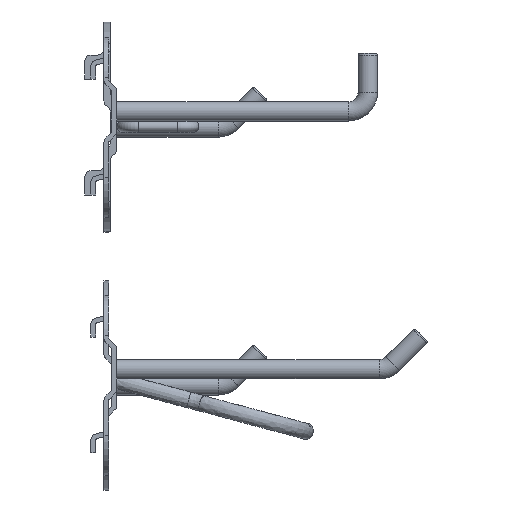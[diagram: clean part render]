
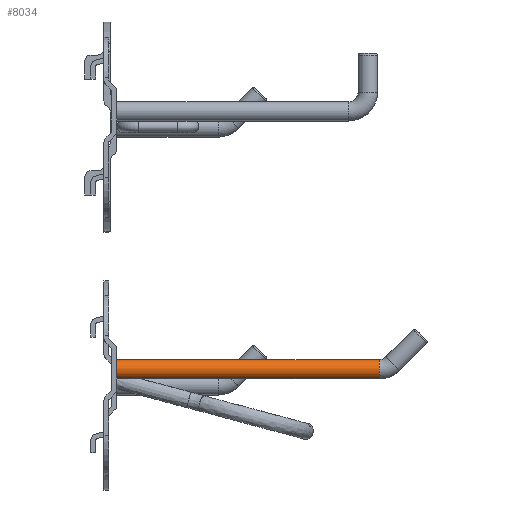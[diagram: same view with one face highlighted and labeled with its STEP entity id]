
A CAD part, front view. The second image highlights one B-rep face of the part: STEP entity #8034.
In plain terms, the highlighted cylindrical face has radius 3 mm (diameter 6 mm), a full revolution.
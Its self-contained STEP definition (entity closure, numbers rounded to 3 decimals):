
#634=FACE_OUTER_BOUND('',#1066,.T.);
#1066=EDGE_LOOP('',(#6390,#6391,#6392,#6393,#6394));
#1713=LINE('',#15721,#2470);
#2470=VECTOR('',#10463,3.);
#2911=CIRCLE('',#8680,3.);
#2959=CIRCLE('',#8782,3.);
#2960=CIRCLE('',#8783,3.);
#3479=VERTEX_POINT('',#15408);
#3579=VERTEX_POINT('',#15715);
#3580=VERTEX_POINT('',#15717);
#4409=EDGE_CURVE('',#3479,#3479,#2911,.T.);
#4563=EDGE_CURVE('',#3580,#3579,#2959,.T.);
#4564=EDGE_CURVE('',#3579,#3580,#2960,.T.);
#4565=EDGE_CURVE('',#3580,#3479,#1713,.T.);
#6390=ORIENTED_EDGE('',*,*,#4564,.T.);
#6391=ORIENTED_EDGE('',*,*,#4565,.T.);
#6392=ORIENTED_EDGE('',*,*,#4409,.F.);
#6393=ORIENTED_EDGE('',*,*,#4565,.F.);
#6394=ORIENTED_EDGE('',*,*,#4563,.T.);
#7425=CYLINDRICAL_SURFACE('',#8784,3.);
#8034=ADVANCED_FACE('',(#634),#7425,.T.);
#8680=AXIS2_PLACEMENT_3D('',#15409,#10147,#10148);
#8782=AXIS2_PLACEMENT_3D('',#15718,#10457,#10458);
#8783=AXIS2_PLACEMENT_3D('',#15719,#10459,#10460);
#8784=AXIS2_PLACEMENT_3D('',#15720,#10461,#10462);
#10147=DIRECTION('center_axis',(-1.,0.,0.));
#10148=DIRECTION('ref_axis',(0.,1.,0.));
#10457=DIRECTION('center_axis',(-1.,0.,0.));
#10458=DIRECTION('ref_axis',(0.,1.,0.));
#10459=DIRECTION('center_axis',(-1.,0.,0.));
#10460=DIRECTION('ref_axis',(0.,1.,0.));
#10461=DIRECTION('center_axis',(1.,0.,0.));
#10462=DIRECTION('ref_axis',(0.,1.,0.));
#10463=DIRECTION('',(-1.,0.,0.));
#15408=CARTESIAN_POINT('',(4.,-3.,5.));
#15409=CARTESIAN_POINT('Origin',(4.,0.,5.));
#15715=CARTESIAN_POINT('',(85.515,0.,8.));
#15717=CARTESIAN_POINT('',(85.515,-3.,5.));
#15718=CARTESIAN_POINT('Origin',(85.515,0.,5.));
#15719=CARTESIAN_POINT('Origin',(85.515,0.,5.));
#15720=CARTESIAN_POINT('Origin',(54.,0.,5.));
#15721=CARTESIAN_POINT('',(54.,-3.,5.));
